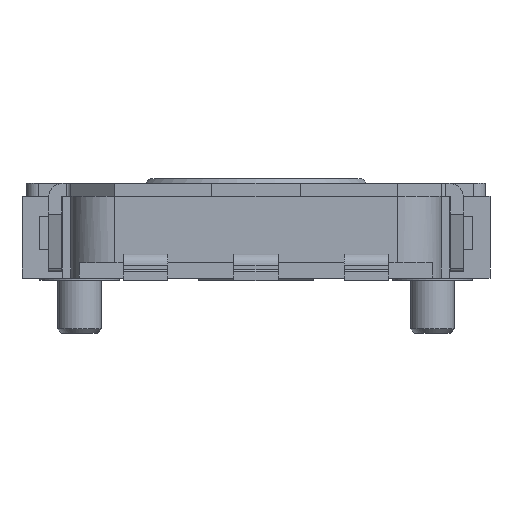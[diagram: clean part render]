
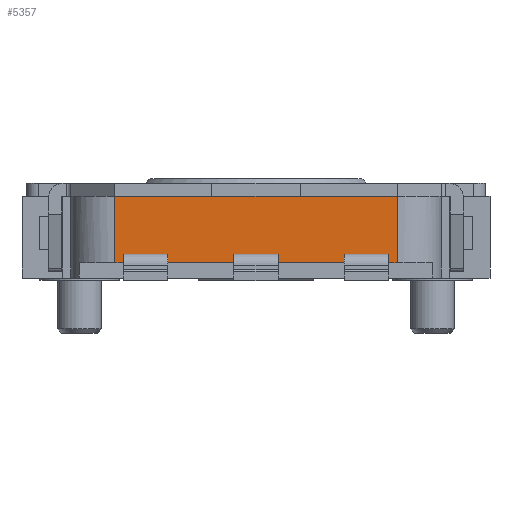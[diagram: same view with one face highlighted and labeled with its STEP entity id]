
A CAD part, front view. The second image highlights one B-rep face of the part: STEP entity #5357.
In plain terms, the highlighted planar face has unit normal (0, -1, 0).
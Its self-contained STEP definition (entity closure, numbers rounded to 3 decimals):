
#228=PLANE('',#5813);
#516=FACE_OUTER_BOUND('',#815,.T.);
#815=EDGE_LOOP('',(#4901,#4902,#4903,#4904,#4905,#4906,#4907,#4908,#4909,
#4910,#4911,#4912,#4913,#4914,#4915,#4916,#4917,#4918));
#952=LINE('',#7732,#1557);
#963=LINE('',#7761,#1568);
#964=LINE('',#7764,#1569);
#973=LINE('',#7789,#1578);
#983=LINE('',#7817,#1588);
#985=LINE('',#7821,#1590);
#993=LINE('',#7845,#1598);
#1003=LINE('',#7873,#1608);
#1004=LINE('',#7876,#1609);
#1005=LINE('',#7880,#1610);
#1101=LINE('',#8108,#1706);
#1111=LINE('',#8128,#1716);
#1121=LINE('',#8148,#1726);
#1406=LINE('',#8836,#2011);
#1407=LINE('',#8838,#2012);
#1408=LINE('',#8841,#2013);
#1422=LINE('',#8870,#2027);
#1423=LINE('',#8871,#2028);
#1557=VECTOR('',#6188,1000.);
#1568=VECTOR('',#6211,1000.);
#1569=VECTOR('',#6214,1000.);
#1578=VECTOR('',#6233,1000.);
#1588=VECTOR('',#6255,1000.);
#1590=VECTOR('',#6259,1000.);
#1598=VECTOR('',#6277,1000.);
#1608=VECTOR('',#6299,1000.);
#1609=VECTOR('',#6302,1000.);
#1610=VECTOR('',#6307,1000.);
#1706=VECTOR('',#6491,1000.);
#1716=VECTOR('',#6521,1000.);
#1726=VECTOR('',#6551,1000.);
#2011=VECTOR('',#7242,1000.);
#2012=VECTOR('',#7245,1000.);
#2013=VECTOR('',#7248,1000.);
#2027=VECTOR('',#7278,1000.);
#2028=VECTOR('',#7279,1000.);
#2344=VERTEX_POINT('',#7729);
#2345=VERTEX_POINT('',#7731);
#2347=VERTEX_POINT('',#7739);
#2357=VERTEX_POINT('',#7759);
#2358=VERTEX_POINT('',#7763);
#2369=VERTEX_POINT('',#7787);
#2371=VERTEX_POINT('',#7795);
#2381=VERTEX_POINT('',#7815);
#2382=VERTEX_POINT('',#7819);
#2393=VERTEX_POINT('',#7843);
#2395=VERTEX_POINT('',#7851);
#2405=VERTEX_POINT('',#7871);
#2406=VERTEX_POINT('',#7875);
#2407=VERTEX_POINT('',#7879);
#2680=VERTEX_POINT('',#8740);
#2684=VERTEX_POINT('',#8752);
#2695=VERTEX_POINT('',#8834);
#2696=VERTEX_POINT('',#8840);
#2892=EDGE_CURVE('',#2344,#2345,#952,.T.);
#2907=EDGE_CURVE('',#2357,#2347,#963,.T.);
#2908=EDGE_CURVE('',#2358,#2357,#964,.T.);
#2921=EDGE_CURVE('',#2369,#2358,#973,.T.);
#2935=EDGE_CURVE('',#2381,#2371,#983,.T.);
#2937=EDGE_CURVE('',#2382,#2381,#985,.T.);
#2949=EDGE_CURVE('',#2393,#2382,#993,.T.);
#2963=EDGE_CURVE('',#2405,#2395,#1003,.T.);
#2964=EDGE_CURVE('',#2406,#2405,#1004,.T.);
#2966=EDGE_CURVE('',#2345,#2407,#1005,.T.);
#3081=EDGE_CURVE('',#2347,#2344,#1101,.T.);
#3091=EDGE_CURVE('',#2371,#2369,#1111,.T.);
#3101=EDGE_CURVE('',#2395,#2393,#1121,.T.);
#3445=EDGE_CURVE('',#2695,#2680,#1406,.T.);
#3446=EDGE_CURVE('',#2684,#2680,#1407,.T.);
#3447=EDGE_CURVE('',#2684,#2696,#1408,.T.);
#3462=EDGE_CURVE('',#2695,#2407,#1422,.T.);
#3463=EDGE_CURVE('',#2696,#2406,#1423,.T.);
#4901=ORIENTED_EDGE('',*,*,#3447,.F.);
#4902=ORIENTED_EDGE('',*,*,#3446,.T.);
#4903=ORIENTED_EDGE('',*,*,#3445,.F.);
#4904=ORIENTED_EDGE('',*,*,#3462,.T.);
#4905=ORIENTED_EDGE('',*,*,#2966,.F.);
#4906=ORIENTED_EDGE('',*,*,#2892,.F.);
#4907=ORIENTED_EDGE('',*,*,#3081,.F.);
#4908=ORIENTED_EDGE('',*,*,#2907,.F.);
#4909=ORIENTED_EDGE('',*,*,#2908,.F.);
#4910=ORIENTED_EDGE('',*,*,#2921,.F.);
#4911=ORIENTED_EDGE('',*,*,#3091,.F.);
#4912=ORIENTED_EDGE('',*,*,#2935,.F.);
#4913=ORIENTED_EDGE('',*,*,#2937,.F.);
#4914=ORIENTED_EDGE('',*,*,#2949,.F.);
#4915=ORIENTED_EDGE('',*,*,#3101,.F.);
#4916=ORIENTED_EDGE('',*,*,#2963,.F.);
#4917=ORIENTED_EDGE('',*,*,#2964,.F.);
#4918=ORIENTED_EDGE('',*,*,#3463,.F.);
#5357=ADVANCED_FACE('',(#516),#228,.F.);
#5813=AXIS2_PLACEMENT_3D('',#8869,#7276,#7277);
#6188=DIRECTION('',(0.,0.,-1.));
#6211=DIRECTION('',(0.,0.,1.));
#6214=DIRECTION('',(-1.,0.,0.));
#6233=DIRECTION('',(0.,0.,-1.));
#6255=DIRECTION('',(0.,0.,1.));
#6259=DIRECTION('',(-1.,0.,0.));
#6277=DIRECTION('',(0.,0.,-1.));
#6299=DIRECTION('',(0.,0.,1.));
#6302=DIRECTION('',(-1.,0.,0.));
#6307=DIRECTION('',(-1.,0.,0.));
#6491=DIRECTION('',(-1.,0.,0.));
#6521=DIRECTION('',(-1.,0.,0.));
#6551=DIRECTION('',(-1.,0.,0.));
#7242=DIRECTION('',(1.,0.,0.));
#7245=DIRECTION('',(-1.,0.,0.));
#7248=DIRECTION('',(1.,0.,0.));
#7276=DIRECTION('center_axis',(0.,1.,0.));
#7277=DIRECTION('ref_axis',(-1.,0.,0.));
#7278=DIRECTION('',(0.,0.,-1.));
#7279=DIRECTION('',(0.,0.,-1.));
#7729=CARTESIAN_POINT('',(-3.,-7.35,0.545));
#7731=CARTESIAN_POINT('',(-3.,-7.35,0.35));
#7732=CARTESIAN_POINT('',(-3.,-7.35,1.1));
#7739=CARTESIAN_POINT('',(-2.,-7.35,0.545));
#7759=CARTESIAN_POINT('',(-2.,-7.35,0.35));
#7761=CARTESIAN_POINT('',(-2.,-7.35,1.1));
#7763=CARTESIAN_POINT('',(-0.5,-7.35,0.35));
#7764=CARTESIAN_POINT('',(0.,-7.35,0.35));
#7787=CARTESIAN_POINT('',(-0.5,-7.35,0.545));
#7789=CARTESIAN_POINT('',(-0.5,-7.35,1.1));
#7795=CARTESIAN_POINT('',(0.5,-7.35,0.545));
#7815=CARTESIAN_POINT('',(0.5,-7.35,0.35));
#7817=CARTESIAN_POINT('',(0.5,-7.35,1.1));
#7819=CARTESIAN_POINT('',(2.,-7.35,0.35));
#7821=CARTESIAN_POINT('',(0.,-7.35,0.35));
#7843=CARTESIAN_POINT('',(2.,-7.35,0.545));
#7845=CARTESIAN_POINT('',(2.,-7.35,1.1));
#7851=CARTESIAN_POINT('',(3.,-7.35,0.545));
#7871=CARTESIAN_POINT('',(3.,-7.35,0.35));
#7873=CARTESIAN_POINT('',(3.,-7.35,1.1));
#7875=CARTESIAN_POINT('',(3.2,-7.35,0.35));
#7876=CARTESIAN_POINT('',(0.,-7.35,0.35));
#7879=CARTESIAN_POINT('',(-3.2,-7.35,0.35));
#7880=CARTESIAN_POINT('',(0.,-7.35,0.35));
#8108=CARTESIAN_POINT('',(0.,-7.35,0.545));
#8128=CARTESIAN_POINT('',(0.,-7.35,0.545));
#8148=CARTESIAN_POINT('',(0.,-7.35,0.545));
#8740=CARTESIAN_POINT('',(-1.,-7.35,1.85));
#8752=CARTESIAN_POINT('',(1.,-7.35,1.85));
#8834=CARTESIAN_POINT('',(-3.2,-7.35,1.85));
#8836=CARTESIAN_POINT('',(-2.6,-7.35,1.85));
#8838=CARTESIAN_POINT('',(0.,-7.35,1.85));
#8840=CARTESIAN_POINT('',(3.2,-7.35,1.85));
#8841=CARTESIAN_POINT('',(2.6,-7.35,1.85));
#8869=CARTESIAN_POINT('Origin',(3.2,-7.35,0.35));
#8870=CARTESIAN_POINT('',(-3.2,-7.35,0.925));
#8871=CARTESIAN_POINT('',(3.2,-7.35,1.1));
